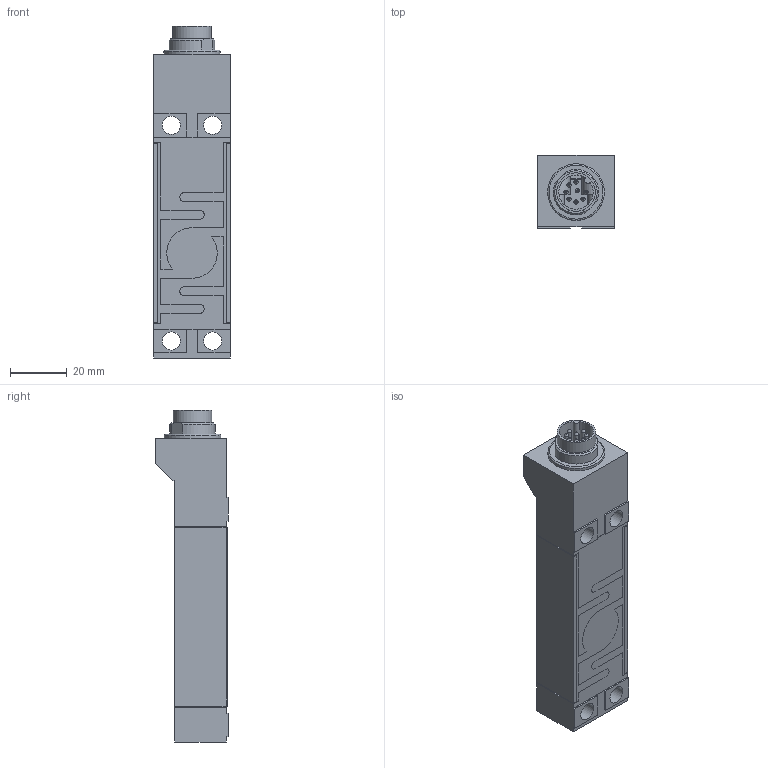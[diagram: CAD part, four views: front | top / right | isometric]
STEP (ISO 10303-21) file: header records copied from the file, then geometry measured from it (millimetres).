
FILE_DESCRIPTION (( 'STEP AP214' ), '1' );
FILE_NAME ('8109.0301_D_neu.STEP', '2017-02-06T13:21:01', ( '' ), ( '' ), 'SwSTEP 2.0', 'SolidWorks 2016', '' );
FILE_SCHEMA (( 'AUTOMOTIVE_DESIGN' ));
Length unit declared in the file: millimetre
Products named in the file (1): 8109.0301_D_neu
Bounding box: 27 x 25.7 x 117 mm (x, y, z)
Surface area: 19682.5 mm2 (no closed solid volume)
Topology: 0 solids, 19 shells, 136 faces, 361 edges, 249 vertices
Faces by surface type: plane 83, cylinder 36, cone 16, bspline 1
Full cylindrical faces by diameter (mm): 1.5 x8, 5.6 x2, 6.4 x8, 10.5 x4, 13.6 x1, 20 x1
Entity records: 5685 total; most frequent: CARTESIAN_POINT 915, DIRECTION 683, ORIENTED_EDGE 564, EDGE_CURVE 316, VERTEX_POINT 243, AXIS2_PLACEMENT_3D 237, VECTOR 209, LINE 209
